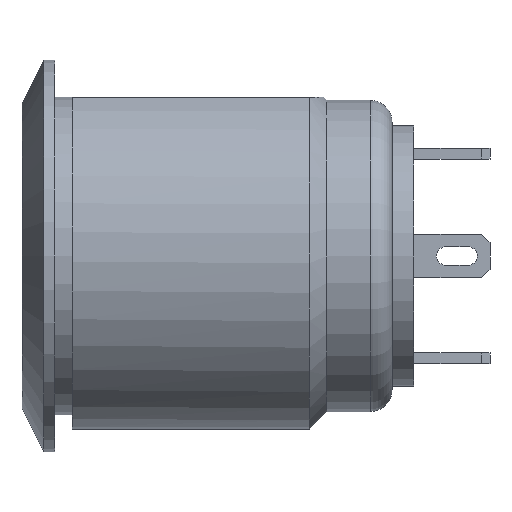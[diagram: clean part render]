
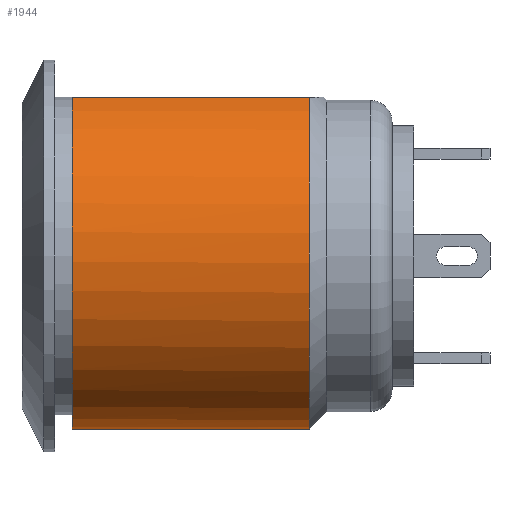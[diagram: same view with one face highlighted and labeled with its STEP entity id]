
A CAD part, front view. The second image highlights one B-rep face of the part: STEP entity #1944.
In plain terms, the highlighted cylindrical face has radius 7.95 mm (diameter 15.9 mm), a partial arc.
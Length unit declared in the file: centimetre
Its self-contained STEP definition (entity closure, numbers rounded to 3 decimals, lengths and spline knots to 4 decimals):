
#63=CYLINDRICAL_SURFACE('',#2108,0.795);
#183=FACE_OUTER_BOUND('',#307,.T.);
#307=EDGE_LOOP('',(#1710,#1711,#1712,#1713,#1714));
#515=LINE('',#3556,#710);
#516=LINE('',#3561,#711);
#710=VECTOR('',#2592,1.);
#711=VECTOR('',#2593,1.);
#767=CIRCLE('',#2109,0.795);
#768=CIRCLE('',#2110,0.795);
#769=CIRCLE('',#2111,0.795);
#949=VERTEX_POINT('',#3551);
#950=VERTEX_POINT('',#3553);
#951=VERTEX_POINT('',#3555);
#952=VERTEX_POINT('',#3557);
#953=VERTEX_POINT('',#3564);
#1212=EDGE_CURVE('',#951,#950,#515,.T.);
#1214=EDGE_CURVE('',#949,#952,#516,.T.);
#1215=EDGE_CURVE('',#950,#949,#767,.T.);
#1216=EDGE_CURVE('',#953,#952,#768,.T.);
#1217=EDGE_CURVE('',#951,#953,#769,.T.);
#1710=ORIENTED_EDGE('',*,*,#1212,.T.);
#1711=ORIENTED_EDGE('',*,*,#1215,.T.);
#1712=ORIENTED_EDGE('',*,*,#1214,.T.);
#1713=ORIENTED_EDGE('',*,*,#1216,.F.);
#1714=ORIENTED_EDGE('',*,*,#1217,.F.);
#1944=ADVANCED_FACE('',(#183),#63,.T.);
#2108=AXIS2_PLACEMENT_3D('',#3562,#2594,#2595);
#2109=AXIS2_PLACEMENT_3D('',#3563,#2596,#2597);
#2110=AXIS2_PLACEMENT_3D('',#3565,#2598,#2599);
#2111=AXIS2_PLACEMENT_3D('',#3566,#2600,#2601);
#2592=DIRECTION('',(-1.,0.,0.));
#2593=DIRECTION('',(1.,0.,0.));
#2594=DIRECTION('center_axis',(1.,0.,0.));
#2595=DIRECTION('ref_axis',(0.,0.,-1.));
#2596=DIRECTION('center_axis',(1.,0.,0.));
#2597=DIRECTION('ref_axis',(0.,-1.,0.));
#2598=DIRECTION('center_axis',(1.,0.,0.));
#2599=DIRECTION('ref_axis',(0.,-1.,0.));
#2600=DIRECTION('center_axis',(1.,0.,0.));
#2601=DIRECTION('ref_axis',(0.,-1.,0.));
#3551=CARTESIAN_POINT('',(0.08,0.3148,0.73));
#3553=CARTESIAN_POINT('',(0.08,-0.3148,0.73));
#3555=CARTESIAN_POINT('',(1.17,-0.3148,0.73));
#3556=CARTESIAN_POINT('',(0.,-0.3148,0.73));
#3557=CARTESIAN_POINT('',(1.17,0.3148,0.73));
#3561=CARTESIAN_POINT('',(0.,0.3148,0.73));
#3562=CARTESIAN_POINT('Origin',(0.,0.,0.));
#3563=CARTESIAN_POINT('Origin',(0.08,0.,0.));
#3564=CARTESIAN_POINT('',(1.17,0.795,0.));
#3565=CARTESIAN_POINT('Origin',(1.17,0.,0.));
#3566=CARTESIAN_POINT('Origin',(1.17,0.,0.));
